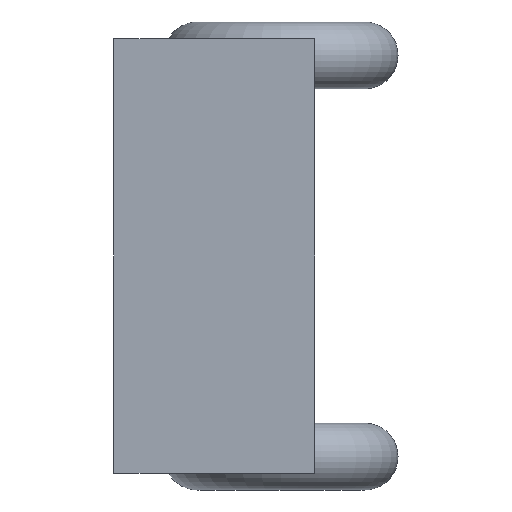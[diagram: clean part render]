
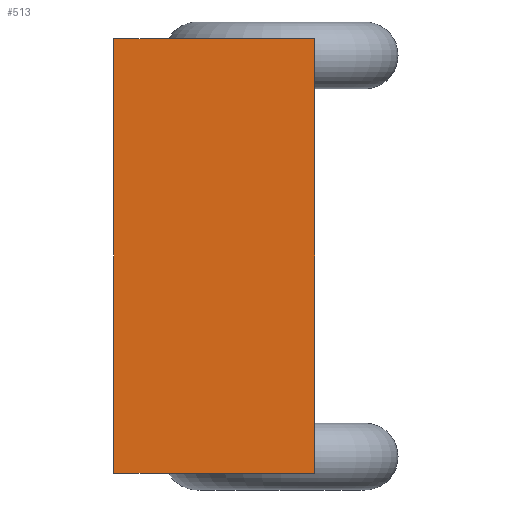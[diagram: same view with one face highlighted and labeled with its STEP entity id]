
A CAD part, left-side view. The second image highlights one B-rep face of the part: STEP entity #513.
In plain terms, the highlighted planar face has unit normal (-1, 0, 0).
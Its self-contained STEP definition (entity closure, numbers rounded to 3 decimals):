
#105=FACE_OUTER_BOUND('',#137,.T.);
#137=EDGE_LOOP('',(#445,#446,#447,#448));
#162=LINE('',#899,#210);
#179=LINE('',#931,#227);
#181=LINE('',#935,#229);
#186=LINE('',#944,#234);
#210=VECTOR('',#748,10.);
#227=VECTOR('',#777,10.);
#229=VECTOR('',#781,10.);
#234=VECTOR('',#792,10.);
#262=VERTEX_POINT('',#896);
#263=VERTEX_POINT('',#898);
#272=VERTEX_POINT('',#930);
#273=VERTEX_POINT('',#934);
#310=EDGE_CURVE('',#262,#263,#162,.T.);
#327=EDGE_CURVE('',#272,#263,#179,.T.);
#329=EDGE_CURVE('',#272,#273,#181,.T.);
#334=EDGE_CURVE('',#273,#262,#186,.T.);
#445=ORIENTED_EDGE('',*,*,#329,.F.);
#446=ORIENTED_EDGE('',*,*,#327,.T.);
#447=ORIENTED_EDGE('',*,*,#310,.F.);
#448=ORIENTED_EDGE('',*,*,#334,.F.);
#481=PLANE('',#637);
#513=ADVANCED_FACE('',(#105),#481,.T.);
#637=AXIS2_PLACEMENT_3D('',#943,#790,#791);
#748=DIRECTION('',(0.,0.,1.));
#777=DIRECTION('',(0.,1.,0.));
#781=DIRECTION('',(0.,0.,-1.));
#790=DIRECTION('center_axis',(-1.,0.,0.));
#791=DIRECTION('ref_axis',(0.,0.,1.));
#792=DIRECTION('',(0.,1.,0.));
#896=CARTESIAN_POINT('',(-13.5,6.,-6.5));
#898=CARTESIAN_POINT('',(-13.5,6.,6.5));
#899=CARTESIAN_POINT('',(-13.5,6.,6.5));
#930=CARTESIAN_POINT('',(-13.5,0.,6.5));
#931=CARTESIAN_POINT('',(-13.5,0.,6.5));
#934=CARTESIAN_POINT('',(-13.5,0.,-6.5));
#935=CARTESIAN_POINT('',(-13.5,0.,6.5));
#943=CARTESIAN_POINT('Origin',(-13.5,0.,-6.5));
#944=CARTESIAN_POINT('',(-13.5,0.,-6.5));
